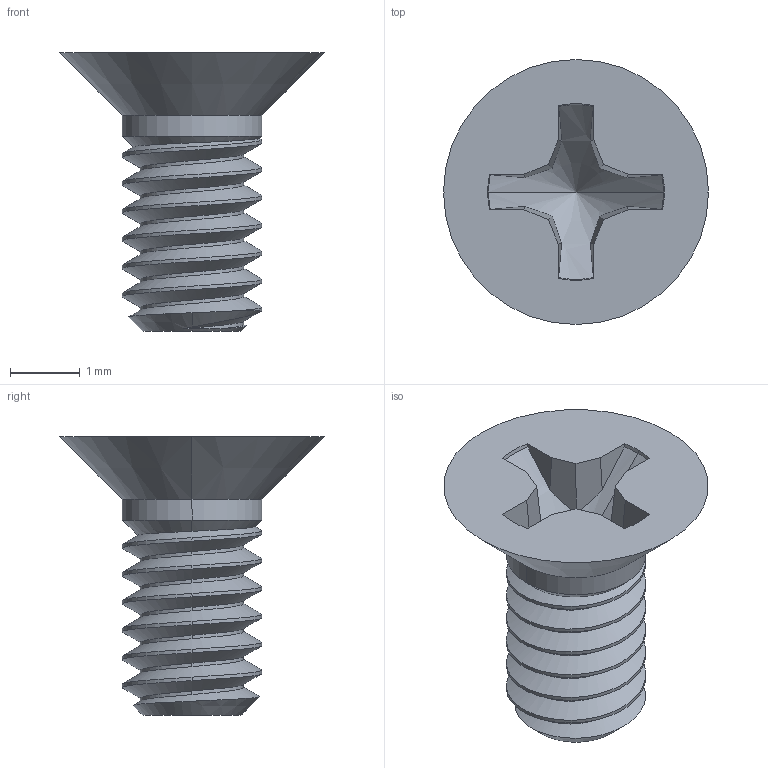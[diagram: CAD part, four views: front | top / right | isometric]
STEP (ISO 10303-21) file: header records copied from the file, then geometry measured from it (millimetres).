
FILE_DESCRIPTION (( 'STEP AP203' ), '1' );
FILE_NAME ('91420A001.step', '2012-06-20T16:46:40', ( 'Admin' ), ( 'Microsoft' ), 'SwSTEP 2.0', 'SolidWorks 2012', '' );
FILE_SCHEMA (( 'CONFIG_CONTROL_DESIGN' ));
Length unit declared in the file: millimetre
Products named in the file (1): 91420A001
Bounding box: 3.8 x 3.8 x 4 mm (x, y, z)
Volume: 12.3 mm3; surface area: 56.6 mm2
Topology: 1 solids, 1 shells, 65 faces, 182 edges, 118 vertices
Faces by surface type: cylinder 29, plane 18, cone 16, bspline 2
Entity records: 3002 total; most frequent: CARTESIAN_POINT 1476, ORIENTED_EDGE 360, DIRECTION 245, EDGE_CURVE 180, VERTEX_POINT 118, AXIS2_PLACEMENT_3D 89, LINE 67, VECTOR 67
